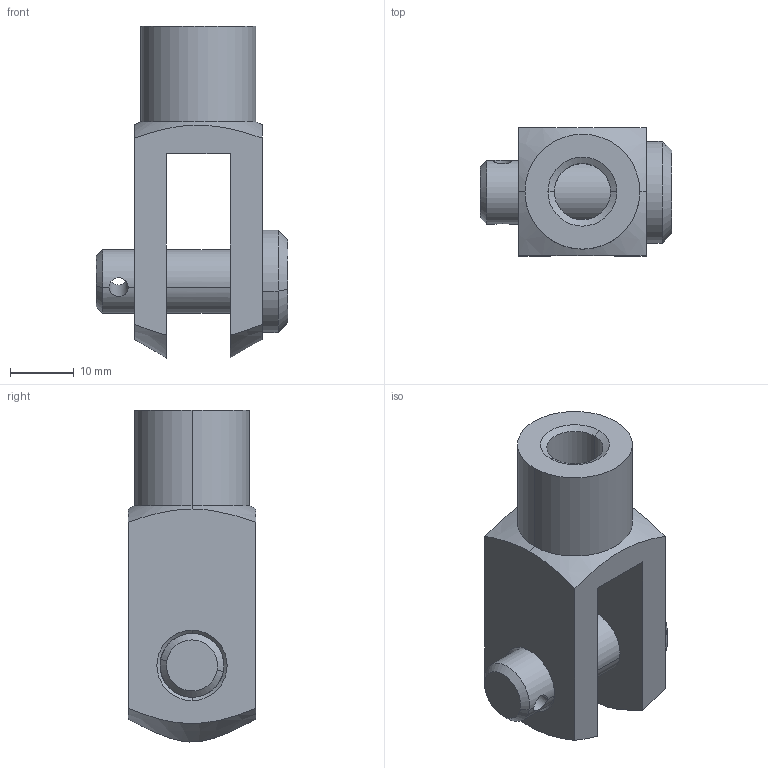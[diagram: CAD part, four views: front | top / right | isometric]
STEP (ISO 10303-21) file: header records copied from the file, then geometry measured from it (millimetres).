
FILE_DESCRIPTION (( 'STEP AP214' ), '1' );
FILE_NAME ('RD001393_PP.STEP', '2018-09-17T12:18:12', ( '' ), ( '' ), 'SwSTEP 2.0', 'SolidWorks 2018', '' );
FILE_SCHEMA (( 'AUTOMOTIVE_DESIGN' ));
Length unit declared in the file: millimetre
Products named in the file (1): RD001393_PP
Bounding box: 30 x 20 x 51.99 mm (x, y, z)
Volume: 12290.3 mm3; surface area: 6738.5 mm2
Topology: 2 solids, 2 shells, 39 faces, 92 edges, 56 vertices
Faces by surface type: cone 14, cylinder 14, plane 11
Entity records: 1824 total; most frequent: CARTESIAN_POINT 448, DIRECTION 188, ORIENTED_EDGE 184, EDGE_CURVE 92, AXIS2_PLACEMENT_3D 74, VERTEX_POINT 56, EDGE_LOOP 46, UNCERTAINTY_MEASURE_WITH_UNIT 43
